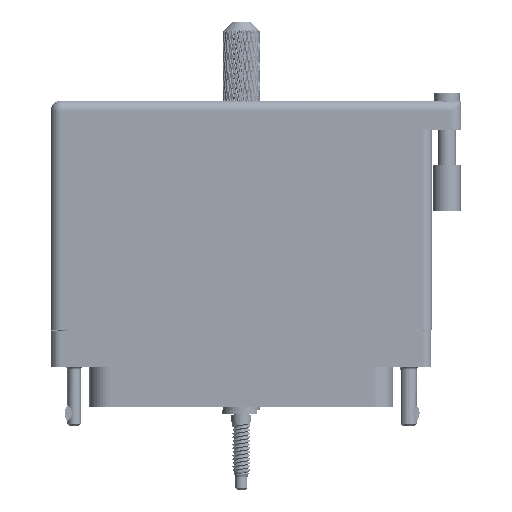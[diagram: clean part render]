
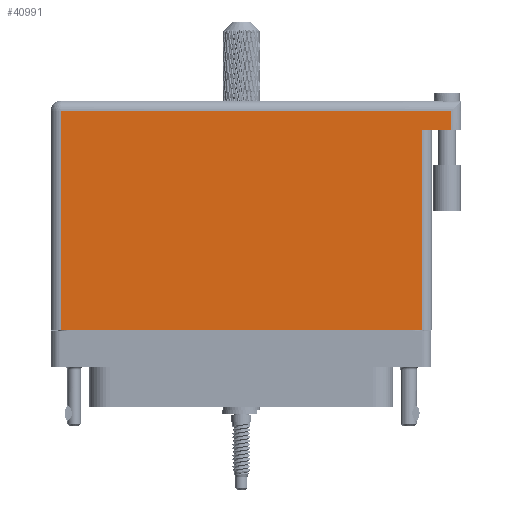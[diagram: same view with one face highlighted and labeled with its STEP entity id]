
A CAD part, front view. The second image highlights one B-rep face of the part: STEP entity #40991.
In plain terms, the highlighted face is planar.
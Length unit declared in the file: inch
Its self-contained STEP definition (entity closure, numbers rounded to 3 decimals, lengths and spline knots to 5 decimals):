
#788 = ORIENTED_EDGE ( 'NONE', *, *, #68212, .T. ) ;
#2951 = VECTOR ( 'NONE', #115651, 39.37008 ) ;
#14618 = CARTESIAN_POINT ( 'NONE',  ( -1.23, -0.1, 0.4495 ) ) ;
#15504 = LINE ( 'NONE', #14618, #56845 ) ;
#17271 = EDGE_CURVE ( 'NONE', #57975, #22562, #15504, .T. ) ;
#17854 = LINE ( 'NONE', #67877, #43773 ) ;
#22035 = ORIENTED_EDGE ( 'NONE', *, *, #47634, .F. ) ;
#22562 = VERTEX_POINT ( 'NONE', #81033 ) ;
#25804 = EDGE_CURVE ( 'NONE', #22562, #113772, #76439, .T. ) ;
#28487 = CARTESIAN_POINT ( 'NONE',  ( -1.3, -0.1, 0.4495 ) ) ;
#33913 = DIRECTION ( 'NONE',  ( -1., 0., 0. ) ) ;
#34135 = LINE ( 'NONE', #37024, #93873 ) ;
#34341 = EDGE_LOOP ( 'NONE', ( #122912, #66964, #22035, #79974, #788, #65574 ) ) ;
#36318 = CARTESIAN_POINT ( 'NONE',  ( 1.23, 1.269, 0.4495 ) ) ;
#37024 = CARTESIAN_POINT ( 'NONE',  ( 1.43, 1.466, 0.4495 ) ) ;
#40991 = ADVANCED_FACE ( 'NONE', ( #101559 ), #123115, .F. ) ;
#43773 = VECTOR ( 'NONE', #59254, 39.37008 ) ;
#46095 = VECTOR ( 'NONE', #97937, 39.37008 ) ;
#47634 = EDGE_CURVE ( 'NONE', #119160, #83797, #72197, .T. ) ;
#47942 = CARTESIAN_POINT ( 'NONE',  ( 1.5, 1.269, 0.4495 ) ) ;
#53200 = DIRECTION ( 'NONE',  ( 0., 1., 0. ) ) ;
#54794 = VECTOR ( 'NONE', #53200, 39.37008 ) ;
#55467 = CARTESIAN_POINT ( 'NONE',  ( 1.23, -0.1, 0.4495 ) ) ;
#56845 = VECTOR ( 'NONE', #123034, 39.37008 ) ;
#57975 = VERTEX_POINT ( 'NONE', #88405 ) ;
#59254 = DIRECTION ( 'NONE',  ( -1., 0., 0. ) ) ;
#60312 = EDGE_CURVE ( 'NONE', #113772, #83797, #65554, .T. ) ;
#64725 = DIRECTION ( 'NONE',  ( 0., 0., -1. ) ) ;
#65554 = LINE ( 'NONE', #110462, #54794 ) ;
#65574 = ORIENTED_EDGE ( 'NONE', *, *, #17271, .T. ) ;
#66565 = DIRECTION ( 'NONE',  ( 0., 1., 0. ) ) ;
#66964 = ORIENTED_EDGE ( 'NONE', *, *, #60312, .T. ) ;
#67877 = CARTESIAN_POINT ( 'NONE',  ( -1.3, 1.396, 0.4495 ) ) ;
#68212 = EDGE_CURVE ( 'NONE', #88922, #57975, #17854, .T. ) ;
#71632 = EDGE_CURVE ( 'NONE', #119160, #88922, #34135, .T. ) ;
#72197 = LINE ( 'NONE', #47942, #46095 ) ;
#74974 = CARTESIAN_POINT ( 'NONE',  ( -1.3, 1.466, 0.4495 ) ) ;
#75021 = CARTESIAN_POINT ( 'NONE',  ( 1.43, 1.269, 0.4495 ) ) ;
#76439 = LINE ( 'NONE', #28487, #2951 ) ;
#79195 = CARTESIAN_POINT ( 'NONE',  ( 1.43, 1.396, 0.4495 ) ) ;
#79974 = ORIENTED_EDGE ( 'NONE', *, *, #71632, .T. ) ;
#81033 = CARTESIAN_POINT ( 'NONE',  ( -1.23, -0.1, 0.4495 ) ) ;
#83797 = VERTEX_POINT ( 'NONE', #36318 ) ;
#88405 = CARTESIAN_POINT ( 'NONE',  ( -1.23, 1.396, 0.4495 ) ) ;
#88922 = VERTEX_POINT ( 'NONE', #79195 ) ;
#93873 = VECTOR ( 'NONE', #66565, 39.37008 ) ;
#97937 = DIRECTION ( 'NONE',  ( -1., 0., 0. ) ) ;
#101559 = FACE_OUTER_BOUND ( 'NONE', #34341, .T. ) ;
#110462 = CARTESIAN_POINT ( 'NONE',  ( 1.23, 1.269, 0.4495 ) ) ;
#113772 = VERTEX_POINT ( 'NONE', #55467 ) ;
#115651 = DIRECTION ( 'NONE',  ( 1., 0., 0. ) ) ;
#119160 = VERTEX_POINT ( 'NONE', #75021 ) ;
#121770 = AXIS2_PLACEMENT_3D ( 'NONE', #74974, #64725, #33913 ) ;
#122912 = ORIENTED_EDGE ( 'NONE', *, *, #25804, .T. ) ;
#123034 = DIRECTION ( 'NONE',  ( 0., -1., 0. ) ) ;
#123115 = PLANE ( 'NONE',  #121770 ) ;
